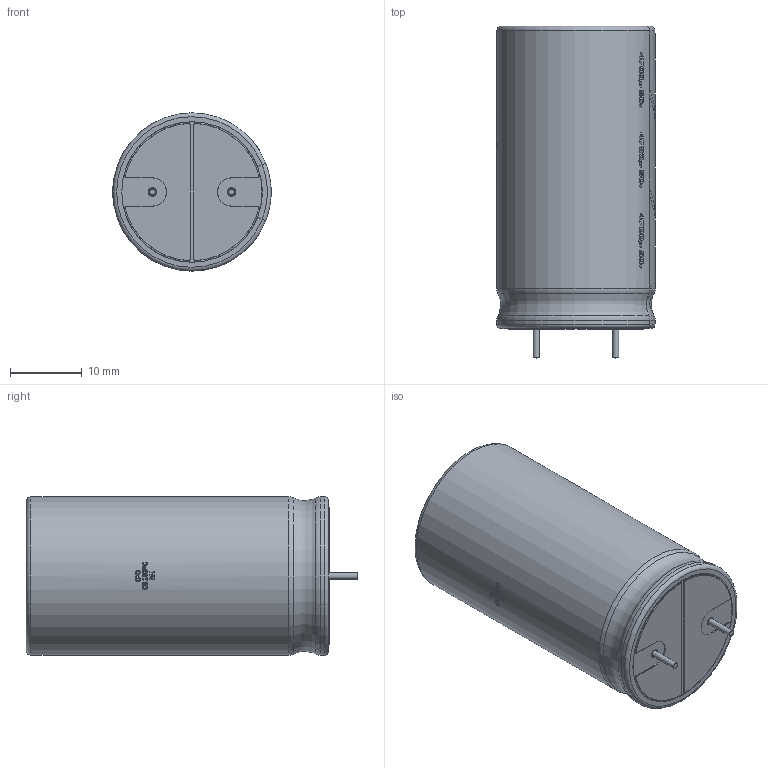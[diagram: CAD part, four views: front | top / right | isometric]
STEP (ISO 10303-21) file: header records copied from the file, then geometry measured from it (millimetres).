
FILE_DESCRIPTION(/* description */ (''),/* implementation_level */ '2;1');
FILE_NAME(/* name */ '4700uF 50V Electr 22 x42 -P.diameter 11mm-Black-White.stp',/* time_stamp */ '2023-02-17T03:16:51+01:00',/* author */ ('JOSE LUIS'),/* organization */ (''),/* preprocessor_version */ 'ST-DEVELOPER v18',/* originating_system */ 'Autodesk Inventor 2020',/* authorisation */ '');
FILE_SCHEMA (('AUTOMOTIVE_DESIGN { 1 0 10303 214 3 1 1 }'));
Length unit declared in the file: millimetre
Products named in the file (1): 4700uF 50V Electr 22 x42 -P.diameter 11mm-Black-Yellow
Bounding box: 22 x 46.1 x 22 mm (x, y, z)
Volume: 15871.7 mm3; surface area: 3685.4 mm2
Topology: 1 solids, 1 shells, 191 faces, 843 edges, 719 vertices
Faces by surface type: cylinder 114, torus 41, plane 32, cone 4
Full cylindrical faces by diameter (mm): 0.85 x2, 0.92 x2, 1.1 x2, 19.5 x2
Entity records: 11433 total; most frequent: CARTESIAN_POINT 4294, ORIENTED_EDGE 1686, DIRECTION 1174, EDGE_CURVE 843, VERTEX_POINT 719, AXIS2_PLACEMENT_3D 473, B_SPLINE_CURVE_WITH_KNOTS 334, CIRCLE 257
